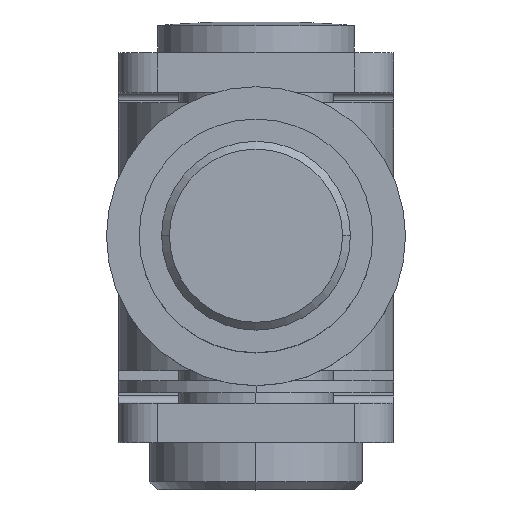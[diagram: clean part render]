
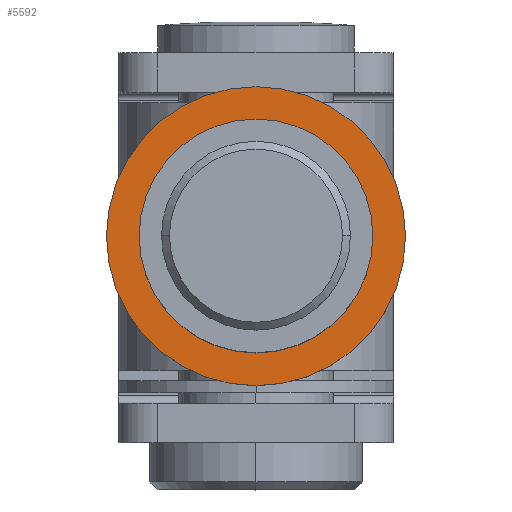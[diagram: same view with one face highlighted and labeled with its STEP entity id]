
A CAD part, top view. The second image highlights one B-rep face of the part: STEP entity #5592.
In plain terms, the highlighted planar face has unit normal (0, 0, 1).
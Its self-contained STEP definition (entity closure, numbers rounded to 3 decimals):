
#278 = AXIS2_PLACEMENT_3D ( 'NONE', #8681, #5029, #2777 ) ;
#513 = AXIS2_PLACEMENT_3D ( 'NONE', #2004, #10438, #895 ) ;
#556 = AXIS2_PLACEMENT_3D ( 'NONE', #3344, #5827, #15262 ) ;
#695 = EDGE_LOOP ( 'NONE', ( #1586, #4011 ) ) ;
#807 = CARTESIAN_POINT ( 'NONE',  ( 19., 0., -7. ) ) ;
#895 = DIRECTION ( 'NONE',  ( 1., 0., 0. ) ) ;
#1403 = DIRECTION ( 'NONE',  ( 1., 0., 0. ) ) ;
#1586 = ORIENTED_EDGE ( 'NONE', *, *, #7148, .T. ) ;
#2004 = CARTESIAN_POINT ( 'NONE',  ( 0., 0., -7. ) ) ;
#2033 = VERTEX_POINT ( 'NONE', #12158 ) ;
#2298 = AXIS2_PLACEMENT_3D ( 'NONE', #10263, #6667, #11390 ) ;
#2613 = FACE_BOUND ( 'NONE', #11968, .T. ) ;
#2697 = CARTESIAN_POINT ( 'NONE',  ( 0., 0., -7. ) ) ;
#2777 = DIRECTION ( 'NONE',  ( -1., 0., 0. ) ) ;
#2793 = EDGE_CURVE ( 'NONE', #4396, #12699, #8834, .T. ) ;
#3344 = CARTESIAN_POINT ( 'NONE',  ( 0., 0., -7. ) ) ;
#3886 = DIRECTION ( 'NONE',  ( 0., 0., 1. ) ) ;
#4011 = ORIENTED_EDGE ( 'NONE', *, *, #2793, .T. ) ;
#4396 = VERTEX_POINT ( 'NONE', #13568 ) ;
#4894 = CARTESIAN_POINT ( 'NONE',  ( 14.85, 0., -7. ) ) ;
#5029 = DIRECTION ( 'NONE',  ( 0., 0., -1. ) ) ;
#5079 = PLANE ( 'NONE',  #278 ) ;
#5592 = ADVANCED_FACE ( 'NONE', ( #2613, #10670 ), #5079, .F. ) ;
#5827 = DIRECTION ( 'NONE',  ( 0., 0., 1. ) ) ;
#6431 = CIRCLE ( 'NONE', #513, 14.85 ) ;
#6667 = DIRECTION ( 'NONE',  ( 0., 0., 1. ) ) ;
#7148 = EDGE_CURVE ( 'NONE', #12699, #4396, #15126, .T. ) ;
#8125 = EDGE_CURVE ( 'NONE', #14322, #2033, #15307, .T. ) ;
#8681 = CARTESIAN_POINT ( 'NONE',  ( 0., 14.85, -7. ) ) ;
#8834 = CIRCLE ( 'NONE', #556, 19. ) ;
#10146 = ORIENTED_EDGE ( 'NONE', *, *, #11683, .F. ) ;
#10263 = CARTESIAN_POINT ( 'NONE',  ( 0., 0., -7. ) ) ;
#10438 = DIRECTION ( 'NONE',  ( 0., 0., 1. ) ) ;
#10629 = AXIS2_PLACEMENT_3D ( 'NONE', #2697, #3886, #1403 ) ;
#10670 = FACE_OUTER_BOUND ( 'NONE', #695, .T. ) ;
#11390 = DIRECTION ( 'NONE',  ( 1., 0., 0. ) ) ;
#11683 = EDGE_CURVE ( 'NONE', #2033, #14322, #6431, .T. ) ;
#11968 = EDGE_LOOP ( 'NONE', ( #14639, #10146 ) ) ;
#12158 = CARTESIAN_POINT ( 'NONE',  ( -14.85, 0., -7. ) ) ;
#12699 = VERTEX_POINT ( 'NONE', #807 ) ;
#13568 = CARTESIAN_POINT ( 'NONE',  ( -19., 0., -7. ) ) ;
#14322 = VERTEX_POINT ( 'NONE', #4894 ) ;
#14639 = ORIENTED_EDGE ( 'NONE', *, *, #8125, .F. ) ;
#15126 = CIRCLE ( 'NONE', #10629, 19. ) ;
#15262 = DIRECTION ( 'NONE',  ( 1., 0., 0. ) ) ;
#15307 = CIRCLE ( 'NONE', #2298, 14.85 ) ;
